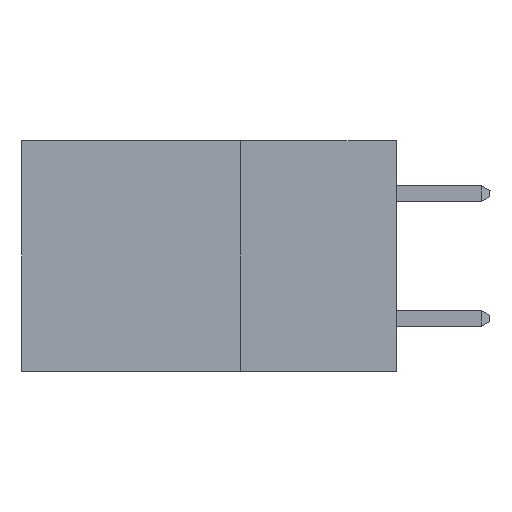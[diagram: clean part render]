
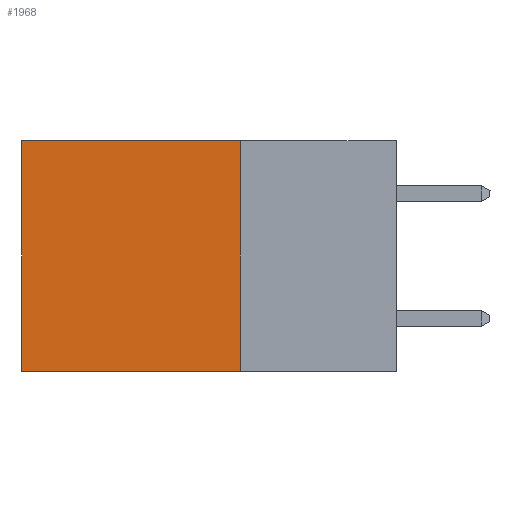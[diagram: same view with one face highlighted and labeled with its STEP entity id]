
A CAD part, left-side view. The second image highlights one B-rep face of the part: STEP entity #1968.
In plain terms, the highlighted planar face has unit normal (-1, 0, 0).
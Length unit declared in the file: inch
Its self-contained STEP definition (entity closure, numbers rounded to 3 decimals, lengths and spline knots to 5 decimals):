
#495 = FACE_OUTER_BOUND ( 'NONE', #10017, .T. ) ;
#717 = DIRECTION ( 'NONE',  ( 1., 0., 0. ) ) ;
#856 = EDGE_CURVE ( 'NONE', #12208, #8155, #13453, .T. ) ;
#1159 = DIRECTION ( 'NONE',  ( 0., 1., 0. ) ) ;
#1968 = ADVANCED_FACE ( 'NONE', ( #495 ), #13768, .F. ) ;
#2453 = ORIENTED_EDGE ( 'NONE', *, *, #8458, .T. ) ;
#3203 = VECTOR ( 'NONE', #13564, 39.37008 ) ;
#3675 = ORIENTED_EDGE ( 'NONE', *, *, #9433, .F. ) ;
#4673 = ORIENTED_EDGE ( 'NONE', *, *, #856, .T. ) ;
#4792 = EDGE_CURVE ( 'NONE', #15413, #15684, #6500, .T. ) ;
#5072 = CARTESIAN_POINT ( 'NONE',  ( 0.298, 0.6, -0.37 ) ) ;
#5466 = CARTESIAN_POINT ( 'NONE',  ( 0.298, 0.25, -0.37 ) ) ;
#5567 = DIRECTION ( 'NONE',  ( 0., 1., 0. ) ) ;
#5718 = CARTESIAN_POINT ( 'NONE',  ( 0.298, 0.25, 0. ) ) ;
#5853 = CARTESIAN_POINT ( 'NONE',  ( 0.298, 0.6, 0. ) ) ;
#6500 = LINE ( 'NONE', #5466, #15165 ) ;
#6590 = DIRECTION ( 'NONE',  ( 0., 0., -1. ) ) ;
#6708 = CARTESIAN_POINT ( 'NONE',  ( 0.298, 0.25, -0.37 ) ) ;
#7564 = LINE ( 'NONE', #13617, #3203 ) ;
#8155 = VERTEX_POINT ( 'NONE', #5853 ) ;
#8458 = EDGE_CURVE ( 'NONE', #8155, #15684, #7564, .T. ) ;
#8912 = VECTOR ( 'NONE', #10608, 39.37008 ) ;
#9433 = EDGE_CURVE ( 'NONE', #12208, #15413, #9642, .T. ) ;
#9642 = LINE ( 'NONE', #5718, #8912 ) ;
#9750 = CARTESIAN_POINT ( 'NONE',  ( 0.298, 0.25, 0. ) ) ;
#10017 = EDGE_LOOP ( 'NONE', ( #2453, #14480, #3675, #4673 ) ) ;
#10093 = VECTOR ( 'NONE', #5567, 39.37008 ) ;
#10608 = DIRECTION ( 'NONE',  ( 0., 0., -1. ) ) ;
#12208 = VERTEX_POINT ( 'NONE', #9750 ) ;
#13453 = LINE ( 'NONE', #13475, #10093 ) ;
#13475 = CARTESIAN_POINT ( 'NONE',  ( 0.298, 0.25, 0. ) ) ;
#13564 = DIRECTION ( 'NONE',  ( 0., 0., -1. ) ) ;
#13582 = AXIS2_PLACEMENT_3D ( 'NONE', #13737, #717, #6590 ) ;
#13617 = CARTESIAN_POINT ( 'NONE',  ( 0.298, 0.6, 0. ) ) ;
#13737 = CARTESIAN_POINT ( 'NONE',  ( 0.298, 0.25, 0. ) ) ;
#13768 = PLANE ( 'NONE',  #13582 ) ;
#14480 = ORIENTED_EDGE ( 'NONE', *, *, #4792, .F. ) ;
#15165 = VECTOR ( 'NONE', #1159, 39.37008 ) ;
#15413 = VERTEX_POINT ( 'NONE', #6708 ) ;
#15684 = VERTEX_POINT ( 'NONE', #5072 ) ;
